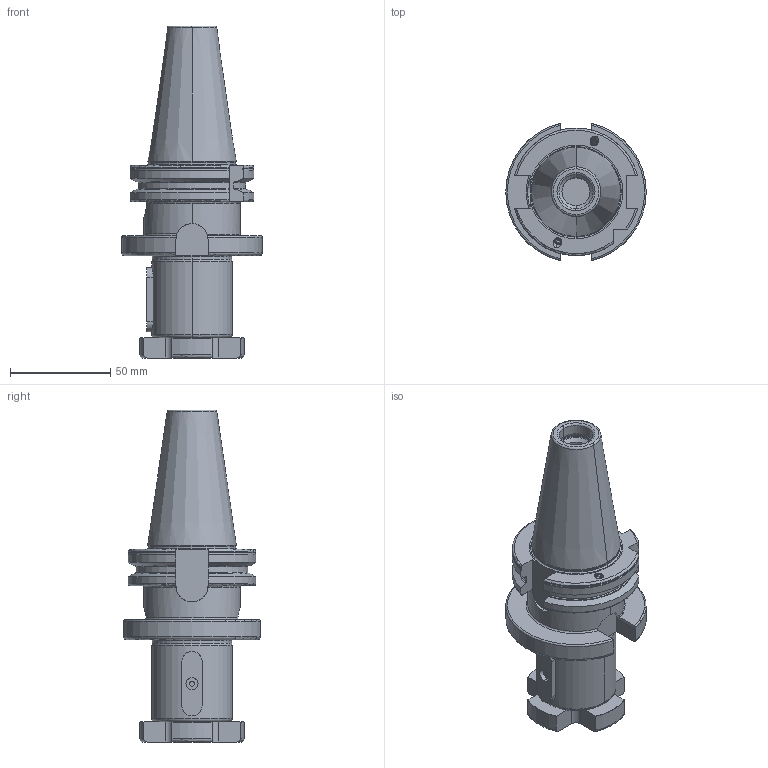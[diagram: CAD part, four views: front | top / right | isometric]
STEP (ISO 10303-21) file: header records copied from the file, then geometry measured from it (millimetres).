
FILE_DESCRIPTION((''),'2;1');
FILE_NAME('DC_403_10_40','2020-11-30T',('101107'),(''),'CREO PARAMETRIC BY PTC INC, 2016260','CREO PARAMETRIC BY PTC INC, 2016260','');
FILE_SCHEMA(('CONFIG_CONTROL_DESIGN'));
Length unit declared in the file: millimetre
Products named in the file (1): DC_403_10_40
Bounding box: 70 x 68.19 x 165.4 mm (x, y, z)
Volume: 224233.1 mm3; surface area: 42410 mm2
Topology: 1 solids, 2 shells, 242 faces, 601 edges, 373 vertices
Faces by surface type: plane 77, cylinder 63, cone 52, torus 50
Entity records: 7829 total; most frequent: CARTESIAN_POINT 2083, DIRECTION 1207, ORIENTED_EDGE 1198, EDGE_CURVE 599, AXIS2_PLACEMENT_3D 481, VERTEX_POINT 373, EDGE_LOOP 256, VECTOR 245
